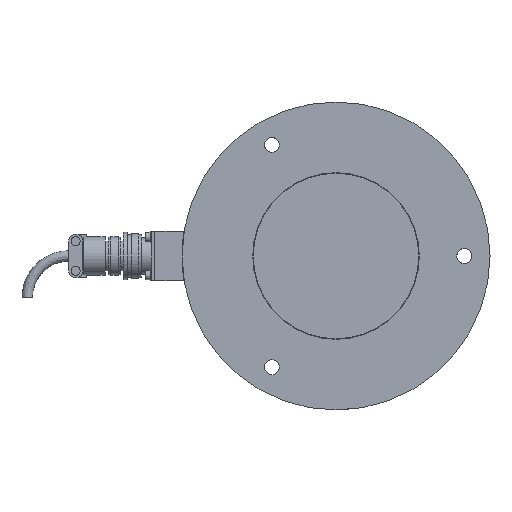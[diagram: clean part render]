
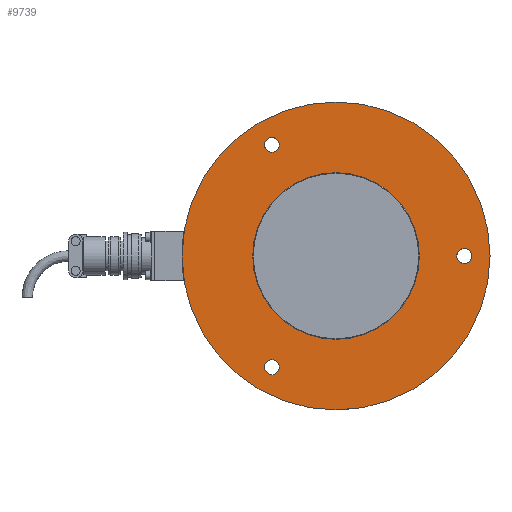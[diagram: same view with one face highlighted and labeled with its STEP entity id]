
A CAD part, left-side view. The second image highlights one B-rep face of the part: STEP entity #9739.
In plain terms, the highlighted face is planar.
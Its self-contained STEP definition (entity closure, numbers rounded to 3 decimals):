
#151 = VERTEX_POINT ( 'NONE', #11445 ) ;
#180 = CARTESIAN_POINT ( 'NONE',  ( 11., -38.75, -71.617 ) ) ;
#210 = ORIENTED_EDGE ( 'NONE', *, *, #6147, .F. ) ;
#346 = VERTEX_POINT ( 'NONE', #593 ) ;
#413 = AXIS2_PLACEMENT_3D ( 'NONE', #10988, #1091, #10120 ) ;
#593 = CARTESIAN_POINT ( 'NONE',  ( 11., -38.75, -62.617 ) ) ;
#957 = CIRCLE ( 'NONE', #4157, 50.3 ) ;
#1091 = DIRECTION ( 'NONE',  ( 1., 0., 0. ) ) ;
#1600 = CIRCLE ( 'NONE', #6554, 4.5 ) ;
#1603 = ORIENTED_EDGE ( 'NONE', *, *, #3333, .T. ) ;
#1618 = DIRECTION ( 'NONE',  ( 0., 0., 1. ) ) ;
#1645 = CARTESIAN_POINT ( 'NONE',  ( 11., 0., -50.3 ) ) ;
#1859 = VERTEX_POINT ( 'NONE', #7163 ) ;
#2321 = VERTEX_POINT ( 'NONE', #9014 ) ;
#2499 = DIRECTION ( 'NONE',  ( 1., 0., 0. ) ) ;
#2682 = DIRECTION ( 'NONE',  ( 1., 0., 0. ) ) ;
#2715 = DIRECTION ( 'NONE',  ( 0., 0., 1. ) ) ;
#2818 = FACE_OUTER_BOUND ( 'NONE', #4180, .T. ) ;
#2956 = DIRECTION ( 'NONE',  ( 0., 0.866, 0.5 ) ) ;
#3230 = EDGE_LOOP ( 'NONE', ( #5742, #3349 ) ) ;
#3282 = EDGE_LOOP ( 'NONE', ( #5508, #210 ) ) ;
#3333 = EDGE_CURVE ( 'NONE', #2321, #11098, #957, .T. ) ;
#3349 = ORIENTED_EDGE ( 'NONE', *, *, #7699, .F. ) ;
#3407 = DIRECTION ( 'NONE',  ( 0., -0.866, 0.5 ) ) ;
#3457 = CARTESIAN_POINT ( 'NONE',  ( 11., 77.5, 0. ) ) ;
#3667 = CARTESIAN_POINT ( 'NONE',  ( 11., 50., 0. ) ) ;
#3692 = EDGE_CURVE ( 'NONE', #11098, #2321, #8571, .T. ) ;
#4061 = ORIENTED_EDGE ( 'NONE', *, *, #12318, .F. ) ;
#4157 = AXIS2_PLACEMENT_3D ( 'NONE', #12844, #7958, #11969 ) ;
#4180 = EDGE_LOOP ( 'NONE', ( #7348, #11241 ) ) ;
#5093 = AXIS2_PLACEMENT_3D ( 'NONE', #11499, #5438, #7364 ) ;
#5272 = CIRCLE ( 'NONE', #5093, 4.5 ) ;
#5438 = DIRECTION ( 'NONE',  ( 1., 0., 0. ) ) ;
#5508 = ORIENTED_EDGE ( 'NONE', *, *, #12725, .F. ) ;
#5680 = AXIS2_PLACEMENT_3D ( 'NONE', #12304, #6272, #7292 ) ;
#5742 = ORIENTED_EDGE ( 'NONE', *, *, #12359, .F. ) ;
#5796 = CIRCLE ( 'NONE', #9297, 93. ) ;
#5904 = DIRECTION ( 'NONE',  ( 0., 0., 1. ) ) ;
#5907 = DIRECTION ( 'NONE',  ( 1., 0., 0. ) ) ;
#5996 = AXIS2_PLACEMENT_3D ( 'NONE', #3667, #12746, #2715 ) ;
#6147 = EDGE_CURVE ( 'NONE', #10810, #1859, #1600, .T. ) ;
#6167 = CARTESIAN_POINT ( 'NONE',  ( 11., 77.5, 4.5 ) ) ;
#6272 = DIRECTION ( 'NONE',  ( -1., 0., 0. ) ) ;
#6288 = AXIS2_PLACEMENT_3D ( 'NONE', #11997, #5907, #2956 ) ;
#6357 = CARTESIAN_POINT ( 'NONE',  ( 11., 0., -93. ) ) ;
#6439 = CARTESIAN_POINT ( 'NONE',  ( 11., 0., 0. ) ) ;
#6554 = AXIS2_PLACEMENT_3D ( 'NONE', #3457, #9421, #3407 ) ;
#6665 = CARTESIAN_POINT ( 'NONE',  ( 11., -38.75, 62.617 ) ) ;
#6686 = CARTESIAN_POINT ( 'NONE',  ( 11., -38.75, -67.117 ) ) ;
#6958 = VERTEX_POINT ( 'NONE', #180 ) ;
#7008 = AXIS2_PLACEMENT_3D ( 'NONE', #7622, #2499, #8455 ) ;
#7163 = CARTESIAN_POINT ( 'NONE',  ( 11., 77.5, -4.5 ) ) ;
#7281 = EDGE_CURVE ( 'NONE', #11954, #8932, #7777, .T. ) ;
#7292 = DIRECTION ( 'NONE',  ( 0., 0., 1. ) ) ;
#7348 = ORIENTED_EDGE ( 'NONE', *, *, #10183, .F. ) ;
#7364 = DIRECTION ( 'NONE',  ( 0., -0.866, 0.5 ) ) ;
#7622 = CARTESIAN_POINT ( 'NONE',  ( 11., -38.75, 67.117 ) ) ;
#7699 = EDGE_CURVE ( 'NONE', #151, #12131, #9836, .T. ) ;
#7777 = CIRCLE ( 'NONE', #12546, 93. ) ;
#7806 = EDGE_CURVE ( 'NONE', #346, #6958, #11867, .T. ) ;
#7837 = CIRCLE ( 'NONE', #6288, 4.5 ) ;
#7958 = DIRECTION ( 'NONE',  ( -1., 0., 0. ) ) ;
#8455 = DIRECTION ( 'NONE',  ( 0., 0., -1. ) ) ;
#8571 = CIRCLE ( 'NONE', #5680, 50.3 ) ;
#8625 = CARTESIAN_POINT ( 'NONE',  ( 11., 0., 93. ) ) ;
#8770 = DIRECTION ( 'NONE',  ( 0., 0.866, 0.5 ) ) ;
#8821 = FACE_BOUND ( 'NONE', #3282, .T. ) ;
#8932 = VERTEX_POINT ( 'NONE', #8625 ) ;
#9014 = CARTESIAN_POINT ( 'NONE',  ( 11., 0., 50.3 ) ) ;
#9297 = AXIS2_PLACEMENT_3D ( 'NONE', #6439, #11695, #1618 ) ;
#9421 = DIRECTION ( 'NONE',  ( 1., 0., 0. ) ) ;
#9445 = FACE_BOUND ( 'NONE', #10529, .T. ) ;
#9568 = CIRCLE ( 'NONE', #413, 4.5 ) ;
#9739 = ADVANCED_FACE ( 'NONE', ( #10716, #8821, #10869, #9445, #2818 ), #10689, .F. ) ;
#9836 = CIRCLE ( 'NONE', #7008, 4.5 ) ;
#9861 = ORIENTED_EDGE ( 'NONE', *, *, #3692, .T. ) ;
#9940 = CARTESIAN_POINT ( 'NONE',  ( 11., 0., 0. ) ) ;
#10120 = DIRECTION ( 'NONE',  ( 0., 0., -1. ) ) ;
#10183 = EDGE_CURVE ( 'NONE', #8932, #11954, #5796, .T. ) ;
#10491 = ORIENTED_EDGE ( 'NONE', *, *, #7806, .F. ) ;
#10529 = EDGE_LOOP ( 'NONE', ( #1603, #9861 ) ) ;
#10689 = PLANE ( 'NONE',  #5996 ) ;
#10716 = FACE_BOUND ( 'NONE', #11528, .T. ) ;
#10810 = VERTEX_POINT ( 'NONE', #6167 ) ;
#10869 = FACE_BOUND ( 'NONE', #3230, .T. ) ;
#10988 = CARTESIAN_POINT ( 'NONE',  ( 11., -38.75, 67.117 ) ) ;
#11098 = VERTEX_POINT ( 'NONE', #1645 ) ;
#11241 = ORIENTED_EDGE ( 'NONE', *, *, #7281, .F. ) ;
#11445 = CARTESIAN_POINT ( 'NONE',  ( 11., -38.75, 71.617 ) ) ;
#11499 = CARTESIAN_POINT ( 'NONE',  ( 11., 77.5, 0. ) ) ;
#11528 = EDGE_LOOP ( 'NONE', ( #4061, #10491 ) ) ;
#11695 = DIRECTION ( 'NONE',  ( -1., 0., 0. ) ) ;
#11867 = CIRCLE ( 'NONE', #11982, 4.5 ) ;
#11954 = VERTEX_POINT ( 'NONE', #6357 ) ;
#11969 = DIRECTION ( 'NONE',  ( 0., 0., 1. ) ) ;
#11982 = AXIS2_PLACEMENT_3D ( 'NONE', #6686, #2682, #8770 ) ;
#11997 = CARTESIAN_POINT ( 'NONE',  ( 11., -38.75, -67.117 ) ) ;
#12131 = VERTEX_POINT ( 'NONE', #6665 ) ;
#12304 = CARTESIAN_POINT ( 'NONE',  ( 11., 0., 0. ) ) ;
#12318 = EDGE_CURVE ( 'NONE', #6958, #346, #7837, .T. ) ;
#12359 = EDGE_CURVE ( 'NONE', #12131, #151, #9568, .T. ) ;
#12546 = AXIS2_PLACEMENT_3D ( 'NONE', #9940, #12912, #5904 ) ;
#12725 = EDGE_CURVE ( 'NONE', #1859, #10810, #5272, .T. ) ;
#12746 = DIRECTION ( 'NONE',  ( -1., 0., 0. ) ) ;
#12844 = CARTESIAN_POINT ( 'NONE',  ( 11., 0., 0. ) ) ;
#12912 = DIRECTION ( 'NONE',  ( -1., 0., 0. ) ) ;
